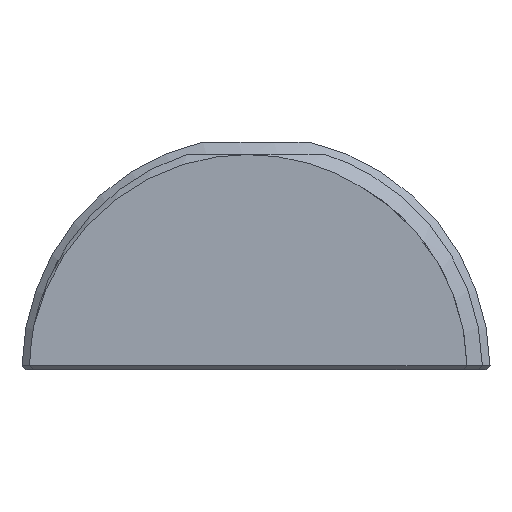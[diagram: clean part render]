
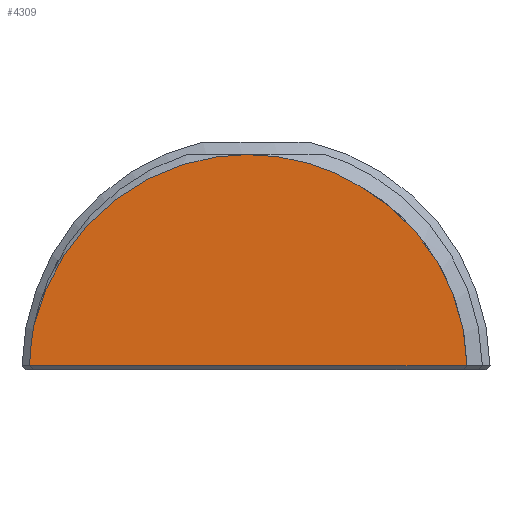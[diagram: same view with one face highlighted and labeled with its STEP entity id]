
A CAD part, left-side view. The second image highlights one B-rep face of the part: STEP entity #4309.
In plain terms, the highlighted planar face has unit normal (-1, 0, 0).
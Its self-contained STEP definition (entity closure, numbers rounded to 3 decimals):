
#4090=CARTESIAN_POINT('',(-63.2,-88.879,0.2));
#4091=VERTEX_POINT('',#4090);
#4099=CARTESIAN_POINT('',(-63.2,-89.091,2.167));
#4100=VERTEX_POINT('',#4099);
#4101=CARTESIAN_POINT('',(-63.2,-100.,0.));
#4102=DIRECTION('',(1.,-0.,0.));
#4103=DIRECTION('',(-0.,-1.,-0.));
#4104=AXIS2_PLACEMENT_3D('',#4101,#4102,#4103);
#4105=CIRCLE('',#4104,11.123);
#4106=EDGE_CURVE('',#4091,#4100,#4105,.T.);
#4183=CARTESIAN_POINT('',(-63.2,-105.063,9.053));
#4184=VERTEX_POINT('',#4183);
#4230=CARTESIAN_POINT('',(-63.2,-89.091,2.167));
#4231=CARTESIAN_POINT('',(-63.2,-89.188,2.581));
#4232=CARTESIAN_POINT('',(-63.2,-89.31,2.988));
#4233=CARTESIAN_POINT('',(-63.2,-89.454,3.387));
#4234=CARTESIAN_POINT('',(-63.2,-89.526,3.586));
#4235=CARTESIAN_POINT('',(-63.2,-89.603,3.783));
#4236=CARTESIAN_POINT('',(-63.2,-89.687,3.979));
#4237=CARTESIAN_POINT('',(-63.2,-89.771,4.174));
#4238=CARTESIAN_POINT('',(-63.2,-89.86,4.368));
#4239=CARTESIAN_POINT('',(-63.2,-89.954,4.558));
#4240=CARTESIAN_POINT('',(-63.2,-90.332,5.316));
#4241=CARTESIAN_POINT('',(-63.2,-90.79,6.02));
#4242=CARTESIAN_POINT('',(-63.2,-91.329,6.67));
#4243=CARTESIAN_POINT('',(-63.2,-91.463,6.832));
#4244=CARTESIAN_POINT('',(-63.2,-91.603,6.991));
#4245=CARTESIAN_POINT('',(-63.2,-91.748,7.147));
#4246=CARTESIAN_POINT('',(-63.2,-91.893,7.302));
#4247=CARTESIAN_POINT('',(-63.2,-92.043,7.454));
#4248=CARTESIAN_POINT('',(-63.2,-92.196,7.6));
#4249=CARTESIAN_POINT('',(-63.2,-92.502,7.892));
#4250=CARTESIAN_POINT('',(-63.2,-92.823,8.164));
#4251=CARTESIAN_POINT('',(-63.2,-93.158,8.417));
#4252=CARTESIAN_POINT('',(-63.2,-93.493,8.669));
#4253=CARTESIAN_POINT('',(-63.2,-93.843,8.903));
#4254=CARTESIAN_POINT('',(-63.2,-94.207,9.116));
#4255=CARTESIAN_POINT('',(-63.2,-94.572,9.329));
#4256=CARTESIAN_POINT('',(-63.2,-94.954,9.523));
#4257=CARTESIAN_POINT('',(-63.2,-95.341,9.692));
#4258=CARTESIAN_POINT('',(-63.2,-96.116,10.03));
#4259=CARTESIAN_POINT('',(-63.2,-96.92,10.273));
#4260=CARTESIAN_POINT('',(-63.2,-97.753,10.42));
#4261=CARTESIAN_POINT('',(-63.2,-98.169,10.494));
#4262=CARTESIAN_POINT('',(-63.2,-98.595,10.543));
#4263=CARTESIAN_POINT('',(-63.2,-99.016,10.567));
#4264=CARTESIAN_POINT('',(-63.2,-99.438,10.59));
#4265=CARTESIAN_POINT('',(-63.2,-99.858,10.588));
#4266=CARTESIAN_POINT('',(-63.2,-100.277,10.561));
#4267=CARTESIAN_POINT('',(-63.2,-100.696,10.535));
#4268=CARTESIAN_POINT('',(-63.2,-101.114,10.483));
#4269=CARTESIAN_POINT('',(-63.2,-101.531,10.405));
#4270=CARTESIAN_POINT('',(-63.2,-101.739,10.366));
#4271=CARTESIAN_POINT('',(-63.2,-101.948,10.321));
#4272=CARTESIAN_POINT('',(-63.2,-102.154,10.27));
#4273=CARTESIAN_POINT('',(-63.2,-102.36,10.218));
#4274=CARTESIAN_POINT('',(-63.2,-102.563,10.161));
#4275=CARTESIAN_POINT('',(-63.2,-102.765,10.098));
#4276=CARTESIAN_POINT('',(-63.2,-103.569,9.844));
#4277=CARTESIAN_POINT('',(-63.2,-104.336,9.497));
#4278=CARTESIAN_POINT('',(-63.2,-105.063,9.053));
#4279=B_SPLINE_CURVE_WITH_KNOTS('',3,(#4230,#4231,#4232,#4233,#4234,#4235,#4236,#4237,#4238,#4239,#4240,#4241,#4242,#4243,#4244,#4245,#4246,#4247,#4248,#4249,#4250,#4251,#4252,#4253,#4254,#4255,
#4256,#4257,#4258,#4259,#4260,#4261,#4262,#4263,#4264,#4265,#4266,#4267,#4268,#4269,#4270,#4271,#4272,#4273,#4274,#4275,#4276,#4277,#4278),.UNSPECIFIED.,.F.,.F.,(4,3,3,3,3,3,3,3,3,3,3,3,3,3,3,3,4),(0.,0.001,0.002,0.003,0.005,0.006,0.006,0.008,0.009,0.01,0.013,0.014,0.015,0.017,0.017,0.018,0.02),.UNSPECIFIED.);
#4280=EDGE_CURVE('',#4100,#4184,#4279,.T.);
#4285=CARTESIAN_POINT('',(-63.2,-100.,0.));
#4286=DIRECTION('',(-1.,0.,-0.));
#4287=DIRECTION('',(-0.,-1.,-0.));
#4288=AXIS2_PLACEMENT_3D('',#4285,#4286,#4287);
#4289=PLANE('',#4288);
#4290=ORIENTED_EDGE('',*,*,#4106,.F.);
#4291=CARTESIAN_POINT('',(-63.2,-110.371,0.2));
#4292=VERTEX_POINT('',#4291);
#4293=CARTESIAN_POINT('',(-63.2,-88.879,0.2));
#4294=DIRECTION('',(-0.,-1.,-0.));
#4295=VECTOR('',#4294,21.491);
#4296=LINE('',#4293,#4295);
#4297=EDGE_CURVE('',#4091,#4292,#4296,.T.);
#4298=ORIENTED_EDGE('',*,*,#4297,.T.);
#4299=CARTESIAN_POINT('',(-63.2,-100.,0.));
#4300=DIRECTION('',(-1.,0.,-0.));
#4301=DIRECTION('',(-0.,-1.,-0.));
#4302=AXIS2_PLACEMENT_3D('',#4299,#4300,#4301);
#4303=CIRCLE('',#4302,10.373);
#4304=EDGE_CURVE('',#4292,#4184,#4303,.T.);
#4305=ORIENTED_EDGE('',*,*,#4304,.T.);
#4306=ORIENTED_EDGE('',*,*,#4280,.F.);
#4307=EDGE_LOOP('',(#4290,#4298,#4305,#4306));
#4308=FACE_BOUND('',#4307,.T.);
#4309=ADVANCED_FACE('',(#4308),#4289,.T.);
